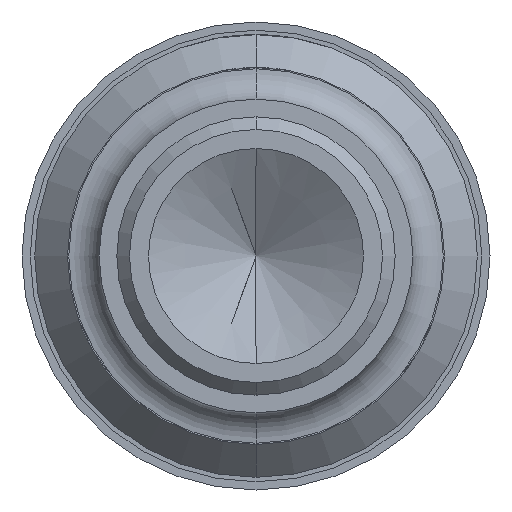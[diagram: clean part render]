
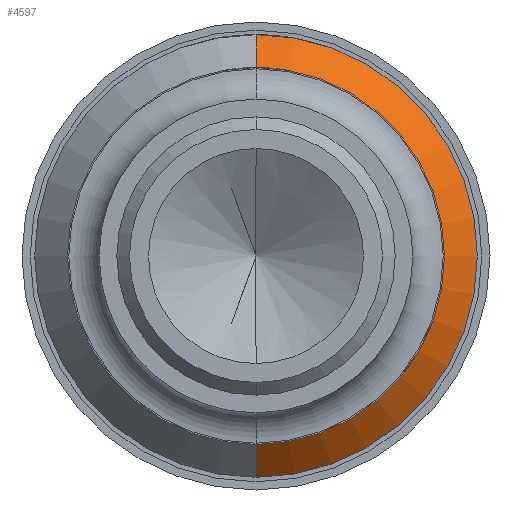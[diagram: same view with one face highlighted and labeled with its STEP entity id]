
A CAD part, front view. The second image highlights one B-rep face of the part: STEP entity #4597.
In plain terms, the highlighted conical face has half-angle 45 degrees and reference radius 1.49 mm.
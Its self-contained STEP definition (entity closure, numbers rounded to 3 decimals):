
#88 = DIRECTION ( 'NONE',  ( 0., 0.707, 0.707 ) ) ;
#207 = ORIENTED_EDGE ( 'NONE', *, *, #510, .F. ) ;
#254 = DIRECTION ( 'NONE',  ( 0., 0., 1. ) ) ;
#470 = CARTESIAN_POINT ( 'NONE',  ( 0., -7., 1.49 ) ) ;
#510 = EDGE_CURVE ( 'Defeature ausgef�hrt1_6+Defeature ausgef�hrt1_7+Defeature ausgef�hrt1_7+Defeature ausgef�hrt1_7', #2046, #1687, #4163, .T. ) ;
#760 = FACE_OUTER_BOUND ( 'NONE', #1023, .T. ) ;
#974 = VERTEX_POINT ( 'NONE', #3303 ) ;
#1023 = EDGE_LOOP ( 'NONE', ( #3500, #4126, #207, #4187 ) ) ;
#1035 = DIRECTION ( 'NONE',  ( 0., 1., 0. ) ) ;
#1108 = CARTESIAN_POINT ( 'NONE',  ( 0., -6.74, 0. ) ) ;
#1145 = DIRECTION ( 'NONE',  ( 0., 1., 0. ) ) ;
#1455 = DIRECTION ( 'NONE',  ( 0., 0., 1. ) ) ;
#1687 = VERTEX_POINT ( 'NONE', #2352 ) ;
#1854 = AXIS2_PLACEMENT_3D ( 'NONE', #3261, #4854, #254 ) ;
#1917 = AXIS2_PLACEMENT_3D ( 'NONE', #4536, #1145, #3415 ) ;
#2046 = VERTEX_POINT ( 'NONE', #3312 ) ;
#2352 = CARTESIAN_POINT ( 'NONE',  ( 0., -6.74, -1.75 ) ) ;
#2592 = LINE ( 'NONE', #3106, #3364 ) ;
#2596 = EDGE_CURVE ( 'Defeature ausgef�hrt1_7+Defeature ausgef�hrt1_8+Defeature ausgef�hrt1_8+Defeature ausgef�hrt1_8', #4844, #974, #4273, .T. ) ;
#3059 = DIRECTION ( 'NONE',  ( 0., 0.707, -0.707 ) ) ;
#3106 = CARTESIAN_POINT ( 'NONE',  ( 0., -7., 1.49 ) ) ;
#3261 = CARTESIAN_POINT ( 'NONE',  ( 0., -7., 0. ) ) ;
#3294 = CONICAL_SURFACE ( 'NONE', #1917, 1.49, 0.785 ) ;
#3303 = CARTESIAN_POINT ( 'NONE',  ( 0., -7., -1.49 ) ) ;
#3312 = CARTESIAN_POINT ( 'NONE',  ( 0., -6.74, 1.75 ) ) ;
#3364 = VECTOR ( 'NONE', #88, 1000. ) ;
#3415 = DIRECTION ( 'NONE',  ( 0., 0., 1. ) ) ;
#3422 = VECTOR ( 'NONE', #3059, 1000. ) ;
#3488 = AXIS2_PLACEMENT_3D ( 'NONE', #1108, #1035, #1455 ) ;
#3500 = ORIENTED_EDGE ( 'NONE', *, *, #2596, .T. ) ;
#3590 = LINE ( 'NONE', #4592, #3422 ) ;
#4126 = ORIENTED_EDGE ( 'NONE', *, *, #4599, .T. ) ;
#4163 = CIRCLE ( 'NONE', #3488, 1.75 ) ;
#4187 = ORIENTED_EDGE ( 'NONE', *, *, #4421, .F. ) ;
#4273 = CIRCLE ( 'NONE', #1854, 1.49 ) ;
#4421 = EDGE_CURVE ( 'NONE', #4844, #2046, #2592, .T. ) ;
#4536 = CARTESIAN_POINT ( 'NONE',  ( 0., -7., 0. ) ) ;
#4592 = CARTESIAN_POINT ( 'NONE',  ( 0., -7., -1.49 ) ) ;
#4597 = ADVANCED_FACE ( 'Defeature ausgef�hrt1_7', ( #760 ), #3294, .T. ) ;
#4599 = EDGE_CURVE ( 'NONE', #974, #1687, #3590, .T. ) ;
#4844 = VERTEX_POINT ( 'NONE', #470 ) ;
#4854 = DIRECTION ( 'NONE',  ( 0., 1., 0. ) ) ;
